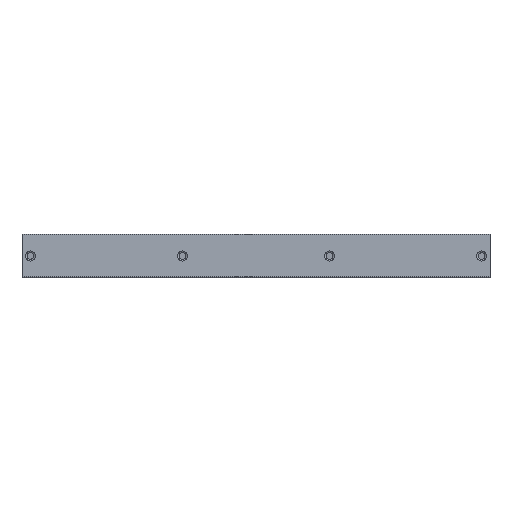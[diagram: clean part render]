
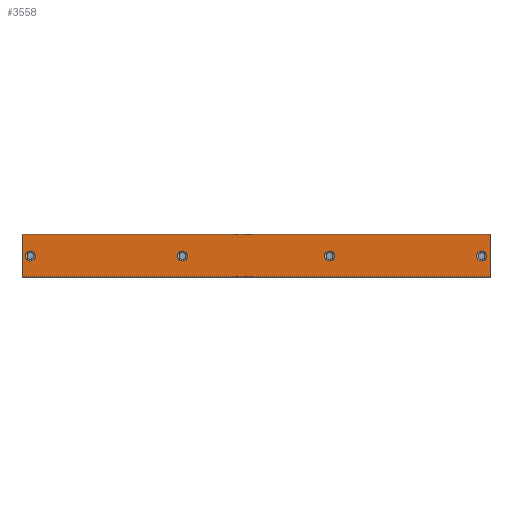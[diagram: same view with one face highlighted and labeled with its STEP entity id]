
A CAD part, front view. The second image highlights one B-rep face of the part: STEP entity #3558.
In plain terms, the highlighted face is planar.
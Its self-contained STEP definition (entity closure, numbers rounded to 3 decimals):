
#18 = CIRCLE ( 'NONE', #4782, 3. ) ;
#69 = DIRECTION ( 'NONE',  ( 0., 0., -1. ) ) ;
#73 = AXIS2_PLACEMENT_3D ( 'NONE', #1670, #3217, #412 ) ;
#81 = ORIENTED_EDGE ( 'NONE', *, *, #474, .T. ) ;
#141 = ORIENTED_EDGE ( 'NONE', *, *, #4527, .T. ) ;
#145 = DIRECTION ( 'NONE',  ( -1., 0., 0. ) ) ;
#211 = DIRECTION ( 'NONE',  ( 0., 0., -1. ) ) ;
#265 = FACE_BOUND ( 'NONE', #346, .T. ) ;
#317 = CARTESIAN_POINT ( 'NONE',  ( 41., 0., 46.05 ) ) ;
#346 = EDGE_LOOP ( 'NONE', ( #141, #2241 ) ) ;
#412 = DIRECTION ( 'NONE',  ( -1., 0., 0. ) ) ;
#474 = EDGE_CURVE ( 'NONE', #1931, #3764, #3680, .T. ) ;
#510 = CARTESIAN_POINT ( 'NONE',  ( 140., -12.5, 46.05 ) ) ;
#532 = AXIS2_PLACEMENT_3D ( 'NONE', #1524, #1976, #1624 ) ;
#534 = CARTESIAN_POINT ( 'NONE',  ( -135., 0., 46.05 ) ) ;
#638 = EDGE_CURVE ( 'NONE', #3764, #4419, #1143, .T. ) ;
#650 = ORIENTED_EDGE ( 'NONE', *, *, #2256, .T. ) ;
#708 = ORIENTED_EDGE ( 'NONE', *, *, #1635, .T. ) ;
#713 = EDGE_CURVE ( 'NONE', #1931, #1365, #4416, .T. ) ;
#759 = CARTESIAN_POINT ( 'NONE',  ( -47., 0., 46.05 ) ) ;
#768 = AXIS2_PLACEMENT_3D ( 'NONE', #2778, #4682, #4333 ) ;
#776 = AXIS2_PLACEMENT_3D ( 'NONE', #3749, #3343, #4894 ) ;
#800 = CARTESIAN_POINT ( 'NONE',  ( -140., -12.5, 46.05 ) ) ;
#902 = CIRCLE ( 'NONE', #4266, 3. ) ;
#922 = DIRECTION ( 'NONE',  ( 0., 0., -1. ) ) ;
#1091 = AXIS2_PLACEMENT_3D ( 'NONE', #4582, #211, #4532 ) ;
#1131 = EDGE_CURVE ( 'NONE', #4432, #1902, #18, .T. ) ;
#1143 = LINE ( 'NONE', #5000, #2269 ) ;
#1187 = EDGE_CURVE ( 'NONE', #1263, #2510, #3725, .T. ) ;
#1263 = VERTEX_POINT ( 'NONE', #759 ) ;
#1344 = ORIENTED_EDGE ( 'NONE', *, *, #713, .F. ) ;
#1356 = AXIS2_PLACEMENT_3D ( 'NONE', #4441, #922, #145 ) ;
#1358 = DIRECTION ( 'NONE',  ( -1., 0., 0. ) ) ;
#1365 = VERTEX_POINT ( 'NONE', #3306 ) ;
#1405 = CARTESIAN_POINT ( 'NONE',  ( 140., 13., 46.05 ) ) ;
#1431 = CARTESIAN_POINT ( 'NONE',  ( 138., 0., 46.05 ) ) ;
#1462 = DIRECTION ( 'NONE',  ( 0., -1., 0. ) ) ;
#1524 = CARTESIAN_POINT ( 'NONE',  ( 44., 0., 46.05 ) ) ;
#1545 = EDGE_LOOP ( 'NONE', ( #708, #650 ) ) ;
#1575 = VERTEX_POINT ( 'NONE', #3166 ) ;
#1621 = DIRECTION ( 'NONE',  ( 1., 0., 0. ) ) ;
#1624 = DIRECTION ( 'NONE',  ( -1., 0., 0. ) ) ;
#1626 = EDGE_CURVE ( 'NONE', #4419, #1365, #4801, .T. ) ;
#1635 = EDGE_CURVE ( 'NONE', #3494, #1575, #2546, .T. ) ;
#1668 = EDGE_CURVE ( 'NONE', #4523, #3062, #902, .T. ) ;
#1670 = CARTESIAN_POINT ( 'NONE',  ( 135., 0., 46.05 ) ) ;
#1705 = EDGE_LOOP ( 'NONE', ( #3506, #3086, #1344, #81 ) ) ;
#1766 = FACE_BOUND ( 'NONE', #1545, .T. ) ;
#1840 = PLANE ( 'NONE',  #776 ) ;
#1902 = VERTEX_POINT ( 'NONE', #317 ) ;
#1905 = CIRCLE ( 'NONE', #1091, 3. ) ;
#1931 = VERTEX_POINT ( 'NONE', #4538 ) ;
#1976 = DIRECTION ( 'NONE',  ( 0., 0., -1. ) ) ;
#2102 = DIRECTION ( 'NONE',  ( 0., 0., -1. ) ) ;
#2172 = EDGE_LOOP ( 'NONE', ( #5070, #4198 ) ) ;
#2231 = DIRECTION ( 'NONE',  ( -1., 0., 0. ) ) ;
#2241 = ORIENTED_EDGE ( 'NONE', *, *, #1187, .T. ) ;
#2256 = EDGE_CURVE ( 'NONE', #1575, #3494, #1905, .T. ) ;
#2266 = CIRCLE ( 'NONE', #1356, 3. ) ;
#2269 = VECTOR ( 'NONE', #1462, 1000. ) ;
#2348 = AXIS2_PLACEMENT_3D ( 'NONE', #2444, #69, #4039 ) ;
#2425 = CARTESIAN_POINT ( 'NONE',  ( -132., 0., 46.05 ) ) ;
#2442 = CARTESIAN_POINT ( 'NONE',  ( 140., 13., 46.05 ) ) ;
#2444 = CARTESIAN_POINT ( 'NONE',  ( -44., 0., 46.05 ) ) ;
#2510 = VERTEX_POINT ( 'NONE', #3898 ) ;
#2546 = CIRCLE ( 'NONE', #73, 3. ) ;
#2621 = CARTESIAN_POINT ( 'NONE',  ( 44., 0., 46.05 ) ) ;
#2696 = VECTOR ( 'NONE', #1358, 1000. ) ;
#2778 = CARTESIAN_POINT ( 'NONE',  ( -44., 0., 46.05 ) ) ;
#3062 = VERTEX_POINT ( 'NONE', #2425 ) ;
#3084 = CIRCLE ( 'NONE', #2348, 3. ) ;
#3086 = ORIENTED_EDGE ( 'NONE', *, *, #1626, .T. ) ;
#3166 = CARTESIAN_POINT ( 'NONE',  ( 132., 0., 46.05 ) ) ;
#3217 = DIRECTION ( 'NONE',  ( 0., 0., -1. ) ) ;
#3306 = CARTESIAN_POINT ( 'NONE',  ( 140., -12.5, 46.05 ) ) ;
#3343 = DIRECTION ( 'NONE',  ( 0., 0., -1. ) ) ;
#3389 = FACE_BOUND ( 'NONE', #3535, .T. ) ;
#3492 = CIRCLE ( 'NONE', #532, 3. ) ;
#3494 = VERTEX_POINT ( 'NONE', #1431 ) ;
#3506 = ORIENTED_EDGE ( 'NONE', *, *, #638, .T. ) ;
#3522 = CARTESIAN_POINT ( 'NONE',  ( 47., 0., 46.05 ) ) ;
#3535 = EDGE_LOOP ( 'NONE', ( #5032, #4859 ) ) ;
#3558 = ADVANCED_FACE ( 'NONE', ( #1766, #4135, #265, #3389, #4843 ), #1840, .F. ) ;
#3680 = LINE ( 'NONE', #1405, #2696 ) ;
#3725 = CIRCLE ( 'NONE', #768, 3. ) ;
#3749 = CARTESIAN_POINT ( 'NONE',  ( 140., 13., 46.05 ) ) ;
#3764 = VERTEX_POINT ( 'NONE', #4123 ) ;
#3898 = CARTESIAN_POINT ( 'NONE',  ( -41., 0., 46.05 ) ) ;
#4038 = EDGE_CURVE ( 'NONE', #1902, #4432, #3492, .T. ) ;
#4039 = DIRECTION ( 'NONE',  ( -1., 0., 0. ) ) ;
#4089 = CARTESIAN_POINT ( 'NONE',  ( -138., 0., 46.05 ) ) ;
#4105 = VECTOR ( 'NONE', #1621, 1000. ) ;
#4123 = CARTESIAN_POINT ( 'NONE',  ( -140., 13., 46.05 ) ) ;
#4135 = FACE_BOUND ( 'NONE', #2172, .T. ) ;
#4183 = DIRECTION ( 'NONE',  ( 0., 0., -1. ) ) ;
#4198 = ORIENTED_EDGE ( 'NONE', *, *, #4038, .T. ) ;
#4266 = AXIS2_PLACEMENT_3D ( 'NONE', #534, #2102, #4842 ) ;
#4333 = DIRECTION ( 'NONE',  ( -1., 0., 0. ) ) ;
#4416 = LINE ( 'NONE', #2442, #4562 ) ;
#4419 = VERTEX_POINT ( 'NONE', #800 ) ;
#4432 = VERTEX_POINT ( 'NONE', #3522 ) ;
#4441 = CARTESIAN_POINT ( 'NONE',  ( -135., 0., 46.05 ) ) ;
#4523 = VERTEX_POINT ( 'NONE', #4089 ) ;
#4527 = EDGE_CURVE ( 'NONE', #2510, #1263, #3084, .T. ) ;
#4532 = DIRECTION ( 'NONE',  ( -1., 0., 0. ) ) ;
#4538 = CARTESIAN_POINT ( 'NONE',  ( 140., 13., 46.05 ) ) ;
#4562 = VECTOR ( 'NONE', #5079, 1000. ) ;
#4582 = CARTESIAN_POINT ( 'NONE',  ( 135., 0., 46.05 ) ) ;
#4653 = EDGE_CURVE ( 'NONE', #3062, #4523, #2266, .T. ) ;
#4682 = DIRECTION ( 'NONE',  ( 0., 0., -1. ) ) ;
#4782 = AXIS2_PLACEMENT_3D ( 'NONE', #2621, #4183, #2231 ) ;
#4801 = LINE ( 'NONE', #510, #4105 ) ;
#4842 = DIRECTION ( 'NONE',  ( -1., 0., 0. ) ) ;
#4843 = FACE_OUTER_BOUND ( 'NONE', #1705, .T. ) ;
#4859 = ORIENTED_EDGE ( 'NONE', *, *, #1668, .T. ) ;
#4894 = DIRECTION ( 'NONE',  ( -1., 0., 0. ) ) ;
#5000 = CARTESIAN_POINT ( 'NONE',  ( -140., 13., 46.05 ) ) ;
#5032 = ORIENTED_EDGE ( 'NONE', *, *, #4653, .T. ) ;
#5070 = ORIENTED_EDGE ( 'NONE', *, *, #1131, .T. ) ;
#5079 = DIRECTION ( 'NONE',  ( 0., -1., 0. ) ) ;
